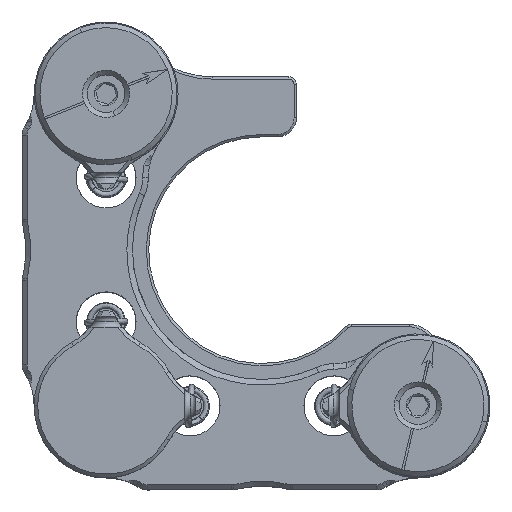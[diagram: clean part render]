
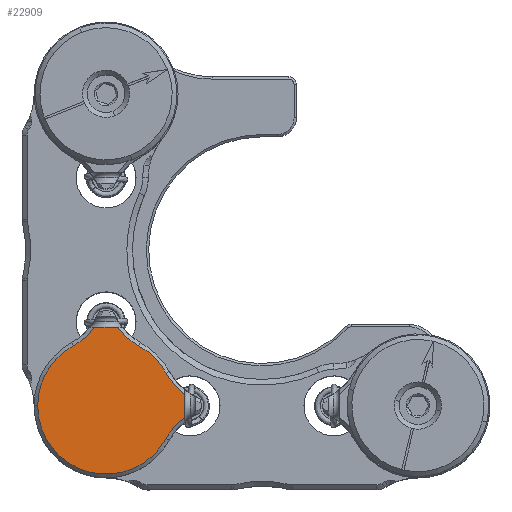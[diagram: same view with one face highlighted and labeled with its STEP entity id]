
A CAD part, top view. The second image highlights one B-rep face of the part: STEP entity #22909.
In plain terms, the highlighted planar face has unit normal (0, 0, 1).
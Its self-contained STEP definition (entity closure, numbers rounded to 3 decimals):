
#160 = LINE ( 'NONE', #10465, #3260 ) ;
#171 = CIRCLE ( 'NONE', #28512, 6.858 ) ;
#827 = FACE_OUTER_BOUND ( 'NONE', #1116, .T. ) ;
#1116 = EDGE_LOOP ( 'NONE', ( #27784, #6452, #9281, #31252, #20597, #24412, #18365, #28556, #26413, #4458, #8009 ) ) ;
#1545 = EDGE_CURVE ( 'NONE', #12830, #7724, #29671, .T. ) ;
#1598 = DIRECTION ( 'NONE',  ( -1., 0., 0. ) ) ;
#2788 = VERTEX_POINT ( 'NONE', #20766 ) ;
#3193 = DIRECTION ( 'NONE',  ( -1., 0., 0. ) ) ;
#3260 = VECTOR ( 'NONE', #29161, 1000. ) ;
#3369 = VERTEX_POINT ( 'NONE', #29915 ) ;
#3436 = DIRECTION ( 'NONE',  ( 0., -1., 0. ) ) ;
#3943 = CARTESIAN_POINT ( 'NONE',  ( 17.154, 10.875, 40.917 ) ) ;
#4058 = CARTESIAN_POINT ( 'NONE',  ( 1.622, 12.114, 40.917 ) ) ;
#4269 = DIRECTION ( 'NONE',  ( -1., 0., 0. ) ) ;
#4458 = ORIENTED_EDGE ( 'NONE', *, *, #1545, .T. ) ;
#4722 = VECTOR ( 'NONE', #25950, 1000. ) ;
#5177 = EDGE_CURVE ( 'NONE', #16156, #5699, #16315, .T. ) ;
#5508 = DIRECTION ( 'NONE',  ( -1., 0., 0. ) ) ;
#5699 = VERTEX_POINT ( 'NONE', #27537 ) ;
#5702 = DIRECTION ( 'NONE',  ( -1., 0., 0. ) ) ;
#6452 = ORIENTED_EDGE ( 'NONE', *, *, #7032, .T. ) ;
#7032 = EDGE_CURVE ( 'NONE', #14006, #27136, #171, .T. ) ;
#7653 = DIRECTION ( 'NONE',  ( 0., 0., -1. ) ) ;
#7659 = VECTOR ( 'NONE', #3436, 1000. ) ;
#7724 = VERTEX_POINT ( 'NONE', #3943 ) ;
#7790 = DIRECTION ( 'NONE',  ( 0., 0., -1. ) ) ;
#7875 = LINE ( 'NONE', #29731, #7659 ) ;
#8009 = ORIENTED_EDGE ( 'NONE', *, *, #17600, .F. ) ;
#8250 = DIRECTION ( 'NONE',  ( 0., 0., -1. ) ) ;
#9176 = DIRECTION ( 'NONE',  ( 0., 0., -1. ) ) ;
#9281 = ORIENTED_EDGE ( 'NONE', *, *, #13398, .T. ) ;
#9383 = CIRCLE ( 'NONE', #17486, 7.239 ) ;
#9905 = CIRCLE ( 'NONE', #31137, 7.239 ) ;
#9942 = DIRECTION ( 'NONE',  ( 0., 0., 1. ) ) ;
#10465 = CARTESIAN_POINT ( 'NONE',  ( 17.154, 4.812, 40.917 ) ) ;
#12467 = AXIS2_PLACEMENT_3D ( 'NONE', #30865, #9176, #4269 ) ;
#12634 = CARTESIAN_POINT ( 'NONE',  ( 12.327, 18.469, 40.917 ) ) ;
#12830 = VERTEX_POINT ( 'NONE', #25469 ) ;
#13203 = DIRECTION ( 'NONE',  ( -1., 0., 0. ) ) ;
#13398 = EDGE_CURVE ( 'NONE', #27136, #28385, #15251, .T. ) ;
#13502 = EDGE_CURVE ( 'NONE', #14006, #3369, #7875, .T. ) ;
#13541 = VERTEX_POINT ( 'NONE', #15486 ) ;
#14006 = VERTEX_POINT ( 'NONE', #29531 ) ;
#14375 = AXIS2_PLACEMENT_3D ( 'NONE', #22036, #7790, #3193 ) ;
#14509 = AXIS2_PLACEMENT_3D ( 'NONE', #22167, #8250, #1598 ) ;
#14854 = DIRECTION ( 'NONE',  ( 0., 0., 1. ) ) ;
#15211 = CARTESIAN_POINT ( 'NONE',  ( 13.205, 20.407, 40.917 ) ) ;
#15251 = CIRCLE ( 'NONE', #22316, 7.239 ) ;
#15486 = CARTESIAN_POINT ( 'NONE',  ( 5.395, 18.469, 40.917 ) ) ;
#16156 = VERTEX_POINT ( 'NONE', #20037 ) ;
#16309 = CARTESIAN_POINT ( 'NONE',  ( 8.861, 12.114, 40.917 ) ) ;
#16315 = LINE ( 'NONE', #23269, #4722 ) ;
#17486 = AXIS2_PLACEMENT_3D ( 'NONE', #16309, #18216, #25644 ) ;
#17497 = EDGE_CURVE ( 'NONE', #5699, #2788, #29464, .T. ) ;
#17600 = EDGE_CURVE ( 'NONE', #3369, #7724, #160, .T. ) ;
#18216 = DIRECTION ( 'NONE',  ( 0., 0., 1. ) ) ;
#18365 = ORIENTED_EDGE ( 'NONE', *, *, #18845, .T. ) ;
#18845 = EDGE_CURVE ( 'NONE', #16156, #13541, #24526, .T. ) ;
#19803 = DIRECTION ( 'NONE',  ( 0., 0., -1. ) ) ;
#19955 = DIRECTION ( 'NONE',  ( 1., 0., 0. ) ) ;
#20037 = CARTESIAN_POINT ( 'NONE',  ( 7.622, 20.407, 40.917 ) ) ;
#20038 = EDGE_CURVE ( 'NONE', #24307, #12830, #9383, .T. ) ;
#20597 = ORIENTED_EDGE ( 'NONE', *, *, #17497, .F. ) ;
#20766 = CARTESIAN_POINT ( 'NONE',  ( 10.101, 20.407, 40.917 ) ) ;
#22036 = CARTESIAN_POINT ( 'NONE',  ( 13.205, 4.812, 40.917 ) ) ;
#22167 = CARTESIAN_POINT ( 'NONE',  ( 15.611, 24.49, 40.917 ) ) ;
#22316 = AXIS2_PLACEMENT_3D ( 'NONE', #27190, #9942, #22419 ) ;
#22419 = DIRECTION ( 'NONE',  ( -1., 0., 0. ) ) ;
#22909 = ADVANCED_FACE ( 'NONE', ( #827 ), #29653, .F. ) ;
#23269 = CARTESIAN_POINT ( 'NONE',  ( 13.205, 20.407, 40.917 ) ) ;
#24307 = VERTEX_POINT ( 'NONE', #4058 ) ;
#24412 = ORIENTED_EDGE ( 'NONE', *, *, #5177, .F. ) ;
#24526 = CIRCLE ( 'NONE', #28581, 6.858 ) ;
#25469 = CARTESIAN_POINT ( 'NONE',  ( 15.216, 8.648, 40.917 ) ) ;
#25644 = DIRECTION ( 'NONE',  ( -1., 0., 0. ) ) ;
#25950 = DIRECTION ( 'NONE',  ( 1., 0., 0. ) ) ;
#26413 = ORIENTED_EDGE ( 'NONE', *, *, #20038, .T. ) ;
#27136 = VERTEX_POINT ( 'NONE', #28311 ) ;
#27190 = CARTESIAN_POINT ( 'NONE',  ( 8.861, 12.114, 40.917 ) ) ;
#27238 = CARTESIAN_POINT ( 'NONE',  ( 2.112, 24.49, 40.917 ) ) ;
#27524 = VECTOR ( 'NONE', #19955, 1000. ) ;
#27537 = CARTESIAN_POINT ( 'NONE',  ( 8.861, 20.407, 40.917 ) ) ;
#27784 = ORIENTED_EDGE ( 'NONE', *, *, #13502, .F. ) ;
#28311 = CARTESIAN_POINT ( 'NONE',  ( 15.216, 15.58, 40.917 ) ) ;
#28385 = VERTEX_POINT ( 'NONE', #12634 ) ;
#28512 = AXIS2_PLACEMENT_3D ( 'NONE', #29362, #7653, #13203 ) ;
#28540 = EDGE_CURVE ( 'NONE', #13541, #24307, #9905, .T. ) ;
#28556 = ORIENTED_EDGE ( 'NONE', *, *, #28540, .T. ) ;
#28581 = AXIS2_PLACEMENT_3D ( 'NONE', #27238, #19803, #5702 ) ;
#29161 = DIRECTION ( 'NONE',  ( 0., -1., 0. ) ) ;
#29275 = CARTESIAN_POINT ( 'NONE',  ( 8.861, 12.114, 40.917 ) ) ;
#29362 = CARTESIAN_POINT ( 'NONE',  ( 21.237, 18.864, 40.917 ) ) ;
#29464 = LINE ( 'NONE', #15211, #27524 ) ;
#29531 = CARTESIAN_POINT ( 'NONE',  ( 17.154, 13.354, 40.917 ) ) ;
#29653 = PLANE ( 'NONE',  #14375 ) ;
#29671 = CIRCLE ( 'NONE', #12467, 6.858 ) ;
#29731 = CARTESIAN_POINT ( 'NONE',  ( 17.154, 4.812, 40.917 ) ) ;
#29915 = CARTESIAN_POINT ( 'NONE',  ( 17.154, 12.114, 40.917 ) ) ;
#30197 = EDGE_CURVE ( 'NONE', #28385, #2788, #30700, .T. ) ;
#30700 = CIRCLE ( 'NONE', #14509, 6.858 ) ;
#30865 = CARTESIAN_POINT ( 'NONE',  ( 21.237, 5.365, 40.917 ) ) ;
#31137 = AXIS2_PLACEMENT_3D ( 'NONE', #29275, #14854, #5508 ) ;
#31252 = ORIENTED_EDGE ( 'NONE', *, *, #30197, .T. ) ;
